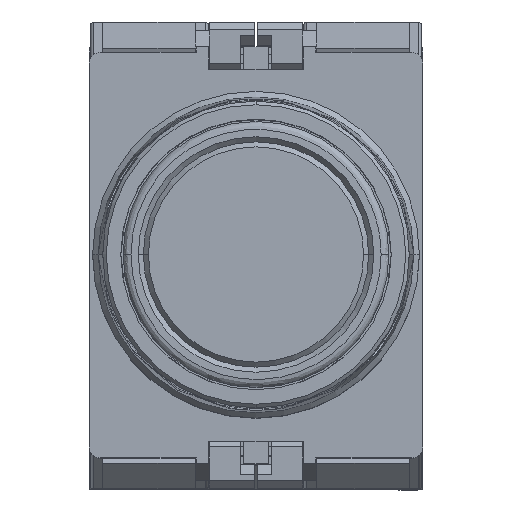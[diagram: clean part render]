
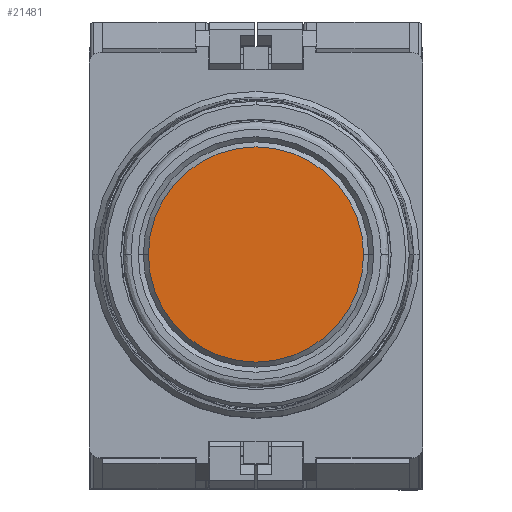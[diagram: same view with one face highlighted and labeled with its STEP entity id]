
A CAD part, top view. The second image highlights one B-rep face of the part: STEP entity #21481.
In plain terms, the highlighted planar face has unit normal (0, 0, 1).
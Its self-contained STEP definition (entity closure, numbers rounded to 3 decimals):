
#432 = DIRECTION ( 'NONE',  ( 0., 0., 1. ) ) ;
#471 = AXIS2_PLACEMENT_3D ( 'NONE', #16929, #432, #7767 ) ;
#2214 = ORIENTED_EDGE ( 'NONE', *, *, #18043, .T. ) ;
#3697 = CARTESIAN_POINT ( 'NONE',  ( 9.55, 0., 0. ) ) ;
#3806 = DIRECTION ( 'NONE',  ( 0., 0., 1. ) ) ;
#4594 = DIRECTION ( 'NONE',  ( -1., 0., 0. ) ) ;
#5603 = FACE_OUTER_BOUND ( 'NONE', #6658, .T. ) ;
#6577 = AXIS2_PLACEMENT_3D ( 'NONE', #20311, #3806, #11148 ) ;
#6658 = EDGE_LOOP ( 'NONE', ( #8678, #2214 ) ) ;
#7767 = DIRECTION ( 'NONE',  ( -1., 0., 0. ) ) ;
#8054 = CIRCLE ( 'NONE', #21532, 9.55 ) ;
#8678 = ORIENTED_EDGE ( 'NONE', *, *, #22951, .T. ) ;
#10842 = CIRCLE ( 'NONE', #471, 9.55 ) ;
#11148 = DIRECTION ( 'NONE',  ( 1., 0., 0. ) ) ;
#12941 = PLANE ( 'NONE',  #6577 ) ;
#13248 = VERTEX_POINT ( 'NONE', #13318 ) ;
#13318 = CARTESIAN_POINT ( 'NONE',  ( -9.55, 0., 0. ) ) ;
#13739 = CARTESIAN_POINT ( 'NONE',  ( 0., 0., 0. ) ) ;
#16929 = CARTESIAN_POINT ( 'NONE',  ( 0., 0., 0. ) ) ;
#17027 = VERTEX_POINT ( 'NONE', #3697 ) ;
#18043 = EDGE_CURVE ( 'NONE', #17027, #13248, #8054, .T. ) ;
#20311 = CARTESIAN_POINT ( 'NONE',  ( -9.665, -9.665, 0. ) ) ;
#21103 = DIRECTION ( 'NONE',  ( 0., 0., 1. ) ) ;
#21481 = ADVANCED_FACE ( 'NONE', ( #5603 ), #12941, .T. ) ;
#21532 = AXIS2_PLACEMENT_3D ( 'NONE', #13739, #21103, #4594 ) ;
#22951 = EDGE_CURVE ( 'NONE', #13248, #17027, #10842, .T. ) ;
